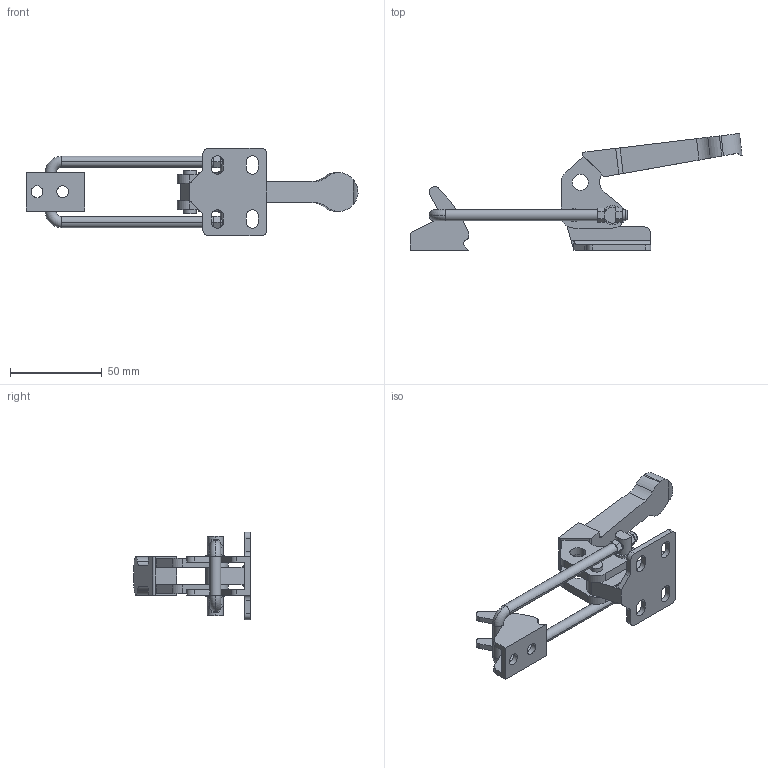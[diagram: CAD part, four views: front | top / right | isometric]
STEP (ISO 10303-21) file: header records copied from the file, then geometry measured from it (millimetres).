
FILE_DESCRIPTION( ( '' ), '1' );
FILE_NAME( '05825-0250N_GESCHLOSSEN.stp', '2012-10-30T10:13:21', ( '' ), ( '' ), ' ', ' ', ' ' );
FILE_SCHEMA( ( 'CONFIG_CONTROL_DESIGN' ) );
Length unit declared in the file: millimetre
Products named in the file (4): 1; 2; 3; 4
Bounding box: 181.29 x 63.85 x 48 mm (x, y, z)
Volume: 47209.2 mm3; surface area: 25248.5 mm2
Topology: 4 solids, 4 shells, 260 faces, 699 edges, 465 vertices
Faces by surface type: plane 110, cylinder 94, torus 52, cone 4
Entity records: 8750 total; most frequent: CARTESIAN_POINT 1951, ORIENTED_EDGE 1398, DIRECTION 1374, EDGE_CURVE 699, AXIS2_PLACEMENT_3D 518, VERTEX_POINT 465, LINE 338, VECTOR 338
